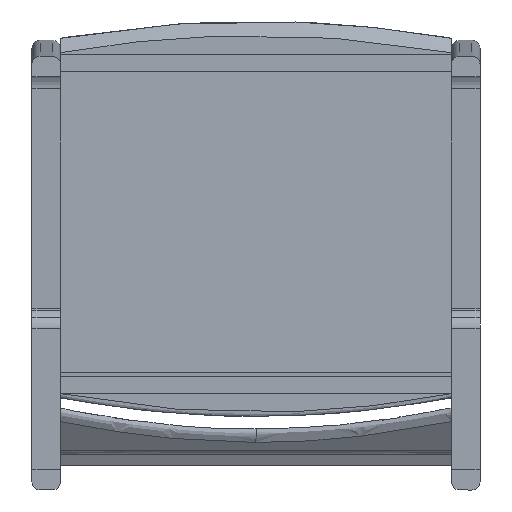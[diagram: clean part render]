
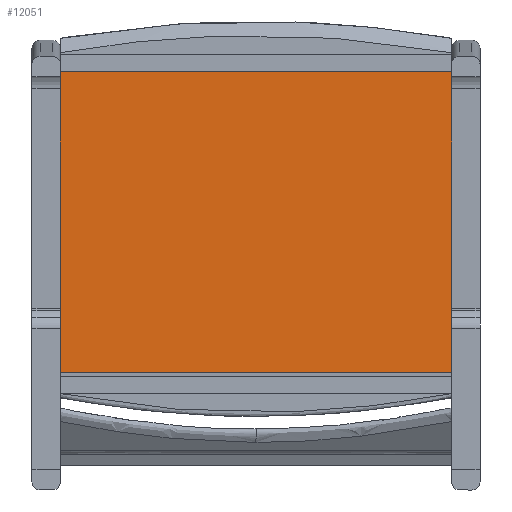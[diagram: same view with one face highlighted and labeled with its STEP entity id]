
A CAD part, front view. The second image highlights one B-rep face of the part: STEP entity #12051.
In plain terms, the highlighted planar face has unit normal (0, -1, 0).
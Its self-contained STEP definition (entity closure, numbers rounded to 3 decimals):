
#500 = CARTESIAN_POINT ( 'NONE',  ( 266.092, -31.016, -188.134 ) ) ;
#741 = EDGE_LOOP ( 'NONE', ( #1113, #6310, #9514, #11518 ) ) ;
#876 = VERTEX_POINT ( 'NONE', #2947 ) ;
#1113 = ORIENTED_EDGE ( 'NONE', *, *, #11654, .F. ) ;
#1540 = DIRECTION ( 'NONE',  ( 0., 0., 1. ) ) ;
#1620 = VERTEX_POINT ( 'NONE', #6725 ) ;
#1657 = VECTOR ( 'NONE', #10338, 1000. ) ;
#2626 = FACE_OUTER_BOUND ( 'NONE', #741, .T. ) ;
#2723 = VERTEX_POINT ( 'NONE', #11355 ) ;
#2947 = CARTESIAN_POINT ( 'NONE',  ( -213.908, -31.016, 182.125 ) ) ;
#4634 = DIRECTION ( 'NONE',  ( 0., 1., 0. ) ) ;
#5263 = LINE ( 'NONE', #8402, #1657 ) ;
#5474 = LINE ( 'NONE', #12428, #7459 ) ;
#6310 = ORIENTED_EDGE ( 'NONE', *, *, #9351, .T. ) ;
#6580 = VERTEX_POINT ( 'NONE', #500 ) ;
#6653 = VECTOR ( 'NONE', #10733, 1000. ) ;
#6725 = CARTESIAN_POINT ( 'NONE',  ( -213.908, -31.016, -188.134 ) ) ;
#7371 = DIRECTION ( 'NONE',  ( 1., 0., 0. ) ) ;
#7459 = VECTOR ( 'NONE', #7371, 1000. ) ;
#7940 = EDGE_CURVE ( 'NONE', #876, #2723, #9770, .T. ) ;
#8304 = VECTOR ( 'NONE', #1540, 1000. ) ;
#8402 = CARTESIAN_POINT ( 'NONE',  ( 266.092, -31.016, -244.103 ) ) ;
#8443 = LINE ( 'NONE', #8573, #8304 ) ;
#8573 = CARTESIAN_POINT ( 'NONE',  ( -213.908, -31.016, -244.103 ) ) ;
#8602 = CARTESIAN_POINT ( 'NONE',  ( -213.908, -31.016, 182.125 ) ) ;
#8859 = EDGE_CURVE ( 'NONE', #6580, #2723, #5263, .T. ) ;
#9351 = EDGE_CURVE ( 'NONE', #1620, #6580, #5474, .T. ) ;
#9404 = CARTESIAN_POINT ( 'NONE',  ( 266.092, -31.016, -244.103 ) ) ;
#9468 = PLANE ( 'NONE',  #9974 ) ;
#9514 = ORIENTED_EDGE ( 'NONE', *, *, #8859, .T. ) ;
#9770 = LINE ( 'NONE', #8602, #6653 ) ;
#9974 = AXIS2_PLACEMENT_3D ( 'NONE', #9404, #4634, #10439 ) ;
#10338 = DIRECTION ( 'NONE',  ( 0., 0., 1. ) ) ;
#10439 = DIRECTION ( 'NONE',  ( 0., 0., -1. ) ) ;
#10733 = DIRECTION ( 'NONE',  ( 1., 0., 0. ) ) ;
#11355 = CARTESIAN_POINT ( 'NONE',  ( 266.092, -31.016, 182.125 ) ) ;
#11518 = ORIENTED_EDGE ( 'NONE', *, *, #7940, .F. ) ;
#11654 = EDGE_CURVE ( 'NONE', #1620, #876, #8443, .T. ) ;
#12051 = ADVANCED_FACE ( 'NONE', ( #2626 ), #9468, .F. ) ;
#12428 = CARTESIAN_POINT ( 'NONE',  ( -213.908, -31.016, -188.134 ) ) ;
